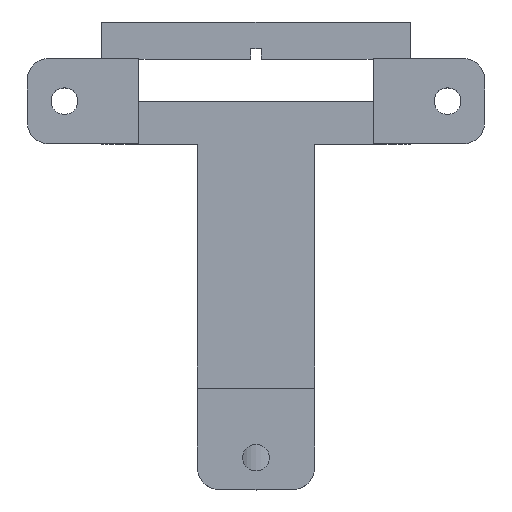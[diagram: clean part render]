
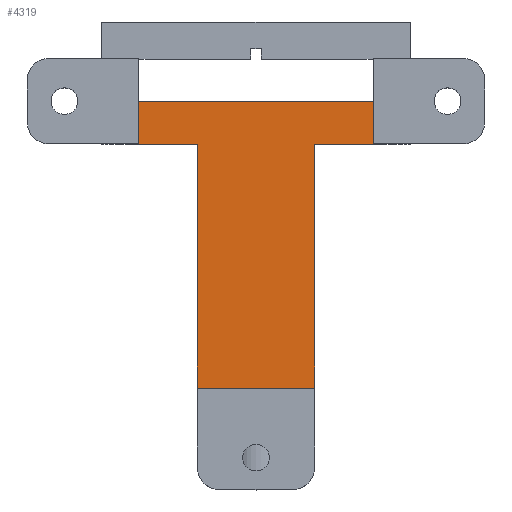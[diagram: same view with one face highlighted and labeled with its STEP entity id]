
A CAD part, top view. The second image highlights one B-rep face of the part: STEP entity #4319.
In plain terms, the highlighted planar face has unit normal (0, 0, 1).
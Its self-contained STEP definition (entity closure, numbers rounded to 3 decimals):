
#190=PLANE('',#4495);
#411=FACE_OUTER_BOUND('',#656,.T.);
#656=EDGE_LOOP('',(#3932,#3933,#3934,#3935,#3936,#3937,#3938,#3939));
#973=LINE('',#8007,#1370);
#983=LINE('',#8033,#1380);
#1024=LINE('',#8143,#1421);
#1039=LINE('',#8177,#1436);
#1043=LINE('',#8185,#1440);
#1044=LINE('',#8187,#1441);
#1047=LINE('',#8193,#1444);
#1053=LINE('',#8211,#1450);
#1370=VECTOR('',#4994,10.);
#1380=VECTOR('',#5016,10.);
#1421=VECTOR('',#5115,10.);
#1436=VECTOR('',#5154,10.);
#1440=VECTOR('',#5162,10.);
#1441=VECTOR('',#5165,10.);
#1444=VECTOR('',#5172,10.);
#1450=VECTOR('',#5196,10.);
#2019=VERTEX_POINT('',#8004);
#2020=VERTEX_POINT('',#8006);
#2029=VERTEX_POINT('',#8030);
#2030=VERTEX_POINT('',#8032);
#2070=VERTEX_POINT('',#8142);
#2077=VERTEX_POINT('',#8175);
#2079=VERTEX_POINT('',#8183);
#2080=VERTEX_POINT('',#8192);
#2608=EDGE_CURVE('',#2020,#2019,#973,.T.);
#2621=EDGE_CURVE('',#2029,#2030,#983,.T.);
#2677=EDGE_CURVE('',#2070,#2030,#1024,.T.);
#2695=EDGE_CURVE('',#2019,#2077,#1039,.T.);
#2700=EDGE_CURVE('',#2077,#2079,#1043,.T.);
#2701=EDGE_CURVE('',#2020,#2029,#1044,.T.);
#2704=EDGE_CURVE('',#2080,#2070,#1047,.T.);
#2713=EDGE_CURVE('',#2079,#2080,#1053,.T.);
#3932=ORIENTED_EDGE('',*,*,#2695,.T.);
#3933=ORIENTED_EDGE('',*,*,#2700,.T.);
#3934=ORIENTED_EDGE('',*,*,#2713,.T.);
#3935=ORIENTED_EDGE('',*,*,#2704,.T.);
#3936=ORIENTED_EDGE('',*,*,#2677,.T.);
#3937=ORIENTED_EDGE('',*,*,#2621,.F.);
#3938=ORIENTED_EDGE('',*,*,#2701,.F.);
#3939=ORIENTED_EDGE('',*,*,#2608,.T.);
#4319=ADVANCED_FACE('',(#411),#190,.F.);
#4495=AXIS2_PLACEMENT_3D('',#8210,#5194,#5195);
#4994=DIRECTION('',(0.,1.,0.));
#5016=DIRECTION('',(0.,1.,0.));
#5115=DIRECTION('',(1.,0.,0.));
#5154=DIRECTION('',(1.,0.,0.));
#5162=DIRECTION('',(0.,1.,0.));
#5165=DIRECTION('',(-1.,0.,0.));
#5172=DIRECTION('',(0.,-1.,0.));
#5194=DIRECTION('center_axis',(0.,0.,-1.));
#5195=DIRECTION('ref_axis',(1.,0.,0.));
#5196=DIRECTION('',(-1.,0.,0.));
#8004=CARTESIAN_POINT('',(5.5,22.826,-20.25));
#8006=CARTESIAN_POINT('',(5.5,-0.174,-20.25));
#8007=CARTESIAN_POINT('',(5.5,-0.174,-20.25));
#8030=CARTESIAN_POINT('',(-5.5,-0.174,-20.25));
#8032=CARTESIAN_POINT('',(-5.5,22.826,-20.25));
#8033=CARTESIAN_POINT('',(-5.5,-0.174,-20.25));
#8142=CARTESIAN_POINT('',(-11.,22.826,-20.25));
#8143=CARTESIAN_POINT('',(-14.5,22.826,-20.25));
#8175=CARTESIAN_POINT('',(11.,22.826,-20.25));
#8177=CARTESIAN_POINT('',(-14.5,22.826,-20.25));
#8183=CARTESIAN_POINT('',(11.,26.826,-20.25));
#8185=CARTESIAN_POINT('',(11.,23.826,-20.25));
#8187=CARTESIAN_POINT('',(5.5,-0.174,-20.25));
#8192=CARTESIAN_POINT('',(-11.,26.826,-20.25));
#8193=CARTESIAN_POINT('',(-11.,22.826,-20.25));
#8210=CARTESIAN_POINT('Origin',(0.,24.826,-20.25));
#8211=CARTESIAN_POINT('',(14.5,26.826,-20.25));
